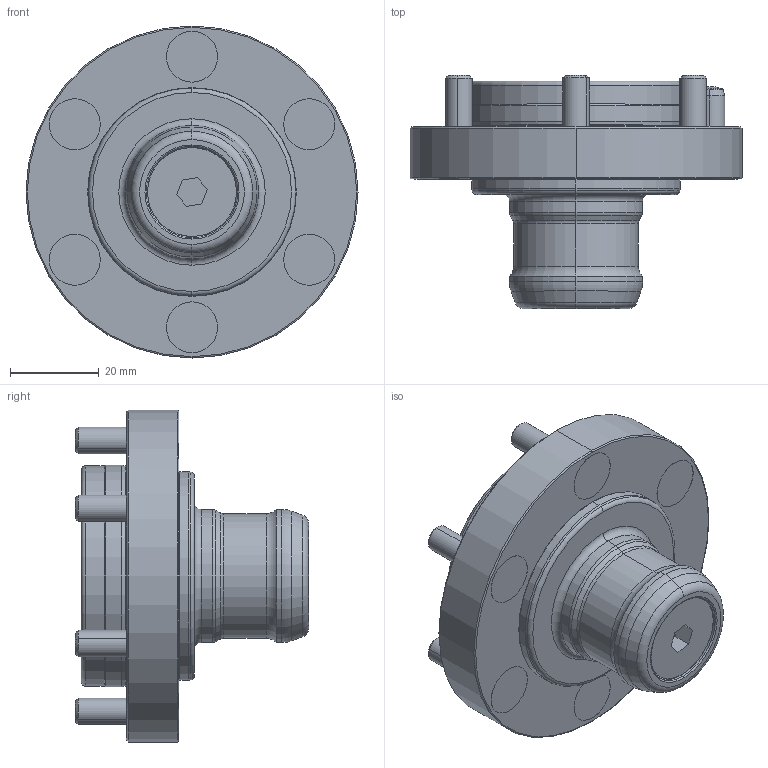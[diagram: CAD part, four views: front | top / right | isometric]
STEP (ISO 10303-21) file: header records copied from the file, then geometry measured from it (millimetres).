
FILE_DESCRIPTION (( 'STEP AP214' ), '1' );
FILE_NAME ('804 481 Flanschnippel mit Ausgleichsfunktion 058-059-AG.STEP', '2015-01-30T12:36:37', ( '' ), ( '' ), 'SwSTEP 2.0', 'SolidWorks 2015', '' );
FILE_SCHEMA (( 'AUTOMOTIVE_DESIGN' ));
Length unit declared in the file: millimetre
Products named in the file (1): 804 481 Flanschnippel mit Ausgleichsfunktion 058-059-AG
Bounding box: 74.8 x 52.52 x 74.8 mm (x, y, z)
Volume: 92201.4 mm3; surface area: 24713.3 mm2
Topology: 1 solids, 8 shells, 355 faces, 748 edges, 451 vertices
Faces by surface type: cylinder 106, plane 101, cone 80, torus 64, sphere 4
Entity records: 13390 total; most frequent: DIRECTION 1884, CARTESIAN_POINT 1549, ORIENTED_EDGE 1484, AXIS2_PLACEMENT_3D 786, EDGE_CURVE 742, VERTEX_POINT 451, CIRCLE 430, EDGE_LOOP 403
